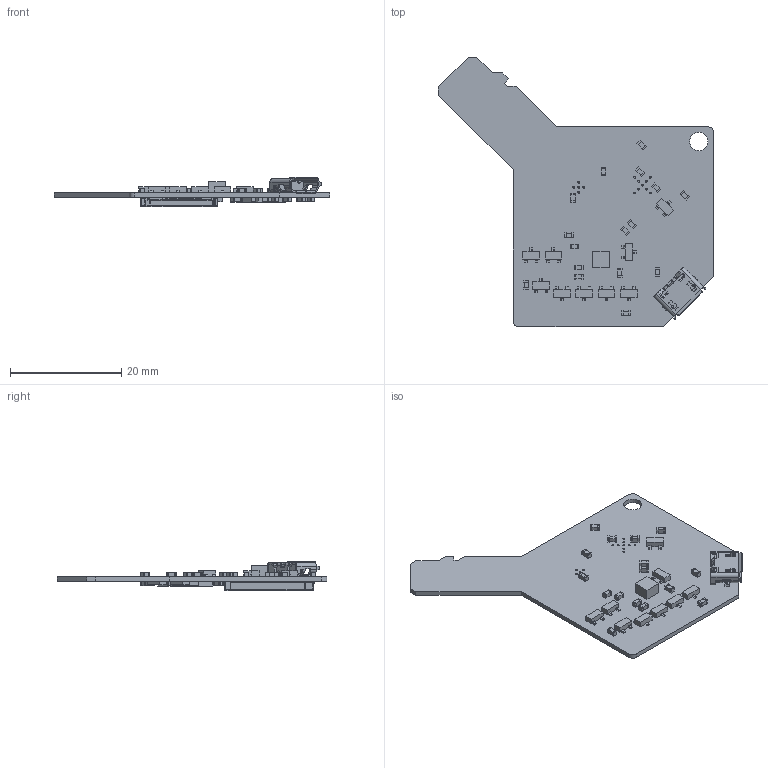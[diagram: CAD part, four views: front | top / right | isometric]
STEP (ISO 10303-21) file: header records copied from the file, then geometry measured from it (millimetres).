
FILE_DESCRIPTION(('FreeCAD Model'),'2;1');
FILE_NAME('usb-sd-mux-P01-R05-V01.step', '2021-06-02T09:59:10',('Author'),(''), 'Open CASCADE STEP processor 7.3','FreeCAD','Unknown');
FILE_SCHEMA(('AUTOMOTIVE_DESIGN { 1 0 10303 214 1 1 1 1 }'));
Length unit declared in the file: millimetre
Products named in the file (59): usb-sd-mux; Board_Geoms_d9eb; Local_CS_d9eb; Pcb_d9eb; PCB_Sketch_d9eb; Step_Models_d9eb; Top_d9eb; U5_TSOP-8_3.0mmx3.0mm_Pitch_0.65mm_h1.1_5C400082; U5_TSOP-8_3.0mmx3.0mm_Pitch_0.65mm_h1.1_5C400082[2]; X2_ZX62-B-5P_5C3FFF2D; X2_ZX62-B-5P_5C3FFF2D[2]; C101_chip_C_0603_h0.8_5C46FC9C; U10_SOT23_h1.1_5C3FF3C9; Q601_SOT23_h1.1_5C4106FA; U9_SOT23_h1.1_5C40052D; U8_SOT23_h1.1_5C3FF537; U7_SOT23_h1.1_5C3FF6FF; U6_SOT23_h1.1_5C3FF570; U3_SOT23_h1.1_5C4002AF; Q2_SOT23_h1.1_5C3FF403; Q1_SOT23_h1.1_5C400597; C29_chip_C_0603_h0.8_5C400317; C28_chip_C_0603_h0.8_5C4002E7; C26_chip_C_0603_h0.8_5C3FFCB7; C25_chip_C_0603_h0.8_5C3FFC87; C24_chip_C_0603_h0.8_5C4004CA; C23_chip_C_0603_h0.8_5C400125; C16_chip_C_0603_h0.8_5C40024B; C13_chip_C_0603_h0.8_5C3FF88B; C11_chip_C_0603_h0.8_5C3FFBC7; C10_chip_C_0603_h0.8_5C3FFFA5; C9_chip_C_0603_h0.8_5C3FFE91; C8_chip_C_0603_h0.8_5C3FF9DB; C3_chip_C_0603_h0.8_5C3FF4D4; C2_chip_C_0603_h0.8_5C4004FA; C1_chip_C_0603_h0.8_5C4112F3; Bot_d9eb; X1_DM3AT-SF-PEJM5_5C49C4F4; X1_DM3AT-SF-PEJM5_5C49C4F4[2]; U2_Cube_5C3FFA4F ...
Assembly tree (58 placements, depth 4):
  usb-sd-mux
    Board_Geoms_d9eb
      Local_CS_d9eb
      Pcb_d9eb
      PCB_Sketch_d9eb
    Step_Models_d9eb
      Top_d9eb
        U5_TSOP-8_3.0mmx3.0mm_Pitch_0.65mm_h1.1_5C400082
        U5_TSOP-8_3.0mmx3.0mm_Pitch_0.65mm_h1.1_5C400082[2]
        X2_ZX62-B-5P_5C3FFF2D
        X2_ZX62-B-5P_5C3FFF2D[2]
        C101_chip_C_0603_h0.8_5C46FC9C
        U10_SOT23_h1.1_5C3FF3C9
        Q601_SOT23_h1.1_5C4106FA
        U9_SOT23_h1.1_5C40052D
        U8_SOT23_h1.1_5C3FF537
        U7_SOT23_h1.1_5C3FF6FF
        U6_SOT23_h1.1_5C3FF570
        U3_SOT23_h1.1_5C4002AF
        Q2_SOT23_h1.1_5C3FF403
        Q1_SOT23_h1.1_5C400597
        C29_chip_C_0603_h0.8_5C400317
        C28_chip_C_0603_h0.8_5C4002E7
        C26_chip_C_0603_h0.8_5C3FFCB7
        C25_chip_C_0603_h0.8_5C3FFC87
        C24_chip_C_0603_h0.8_5C4004CA
        C23_chip_C_0603_h0.8_5C400125
        C16_chip_C_0603_h0.8_5C40024B
        C13_chip_C_0603_h0.8_5C3FF88B
        C11_chip_C_0603_h0.8_5C3FFBC7
        C10_chip_C_0603_h0.8_5C3FFFA5
        C9_chip_C_0603_h0.8_5C3FFE91
        C8_chip_C_0603_h0.8_5C3FF9DB
        C3_chip_C_0603_h0.8_5C3FF4D4
        C2_chip_C_0603_h0.8_5C4004FA
        C1_chip_C_0603_h0.8_5C4112F3
      Bot_d9eb
        X1_DM3AT-SF-PEJM5_5C49C4F4
        X1_DM3AT-SF-PEJM5_5C49C4F4[2]
        U2_Cube_5C3FFA4F
        U2_Cube_5C3FFA4F[2]
        U4_QFN-24_4mmx4mm_Pitch0.5mm_h0.8mm_5C49A8F2
        U4_QFN-24_4mmx4mm_Pitch0.5mm_h0.8mm_5C49A8F2[2]
        R102_chip_R_0603x4_5C49A2E8
        R101_chip_R_0603x4_5C406ABF
        C22_chip_C_0603_h0.8_5C3FF82B
        C7_chip_C_0603_h0.8_5C3FF9AB
        C27_chip_C_0603_h0.8_5C3FF5A6
        C21_chip_C_0603_h0.8_5C3FF7FB
        C20_chip_C_0603_h0.8_5C400347
        C19_chip_C_0603_h0.8_5C40049A
        C18_chip_C_0603_h0.8_5C3FFEF1
        C17_chip_C_0603_h0.8_5C40027B
        C15_chip_C_0603_h0.8_5C3FFEC1
        C14_chip_C_0603_h0.8_5C49A1E0
        C12_chip_C_0603_h0.8_5C3FF85B
        C6_chip_C_0603_h0.8_5C3FF97B
        C5_chip_C_0603_h0.8_5C3FFC27
        C4_chip_C_0603_h0.8_5C3FF504
Bounding box: 49.45 x 48.52 x 5.25 mm (x, y, z)
Volume: 1909.8 mm3; surface area: 6077 mm2
Topology: 139 solids, 139 shells, 3271 faces, 8777 edges, 5784 vertices
Faces by surface type: plane 2432, cylinder 809, cone 16, bspline 12, torus 2
Full cylindrical faces by diameter (mm): 0.3 x14, 3.3 x1
Entity records: 111637 total; most frequent: CARTESIAN_POINT 21319, ORIENTED_EDGE 17518, DIRECTION 16927, EDGE_CURVE 8759, LINE 6939, VECTOR 6939, VERTEX_POINT 5748, AXIS2_PLACEMENT_3D 4994
